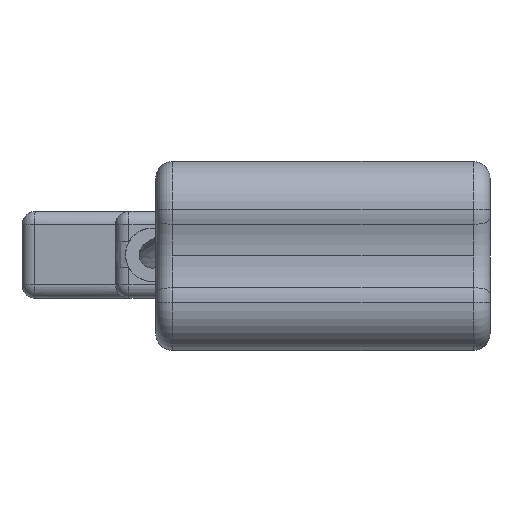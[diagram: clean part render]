
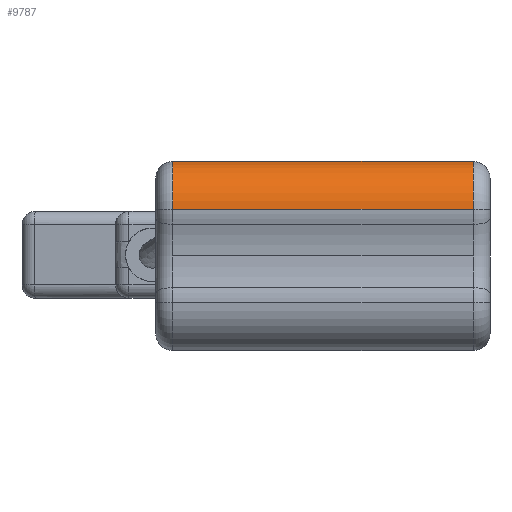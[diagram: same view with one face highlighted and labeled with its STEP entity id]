
A CAD part, left-side view. The second image highlights one B-rep face of the part: STEP entity #9787.
In plain terms, the highlighted cylindrical face has radius 7.15 mm (diameter 14.3 mm), a partial arc.
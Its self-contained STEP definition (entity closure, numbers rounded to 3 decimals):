
#78 = CARTESIAN_POINT ( 'NONE',  ( -110.861, 39.158, 73.775 ) ) ;
#86 = VECTOR ( 'NONE', #3507, 1000. ) ;
#146 = FACE_OUTER_BOUND ( 'NONE', #9815, .T. ) ;
#241 = EDGE_CURVE ( 'NONE', #3939, #1484, #4311, .T. ) ;
#662 = DIRECTION ( 'NONE',  ( -1., 0., 0. ) ) ;
#974 = CIRCLE ( 'NONE', #8455, 7.15 ) ;
#1028 = CIRCLE ( 'NONE', #5039, 7.15 ) ;
#1051 = ORIENTED_EDGE ( 'NONE', *, *, #6907, .T. ) ;
#1114 = CYLINDRICAL_SURFACE ( 'NONE', #7494, 7.15 ) ;
#1484 = VERTEX_POINT ( 'NONE', #8184 ) ;
#1716 = DIRECTION ( 'NONE',  ( -1., 0., 0. ) ) ;
#2438 = DIRECTION ( 'NONE',  ( 0., -1., 0. ) ) ;
#3075 = CARTESIAN_POINT ( 'NONE',  ( -110.861, -8.342, 73.775 ) ) ;
#3141 = ORIENTED_EDGE ( 'NONE', *, *, #8521, .T. ) ;
#3436 = CARTESIAN_POINT ( 'NONE',  ( -101.452, 39.158, 80.559 ) ) ;
#3507 = DIRECTION ( 'NONE',  ( 0., 1., 0. ) ) ;
#3677 = DIRECTION ( 'NONE',  ( 0., 1., 0. ) ) ;
#3836 = CARTESIAN_POINT ( 'NONE',  ( -103.711, 39.158, 73.775 ) ) ;
#3919 = CARTESIAN_POINT ( 'NONE',  ( -110.861, 36.658, 73.775 ) ) ;
#3939 = VERTEX_POINT ( 'NONE', #4634 ) ;
#4090 = DIRECTION ( 'NONE',  ( 0., -1., 0. ) ) ;
#4311 = LINE ( 'NONE', #3436, #86 ) ;
#4353 = EDGE_CURVE ( 'NONE', #1484, #8909, #974, .T. ) ;
#4496 = ORIENTED_EDGE ( 'NONE', *, *, #4353, .T. ) ;
#4557 = DIRECTION ( 'NONE',  ( 0., -1., 0. ) ) ;
#4634 = CARTESIAN_POINT ( 'NONE',  ( -101.452, -8.342, 80.559 ) ) ;
#4892 = VECTOR ( 'NONE', #2438, 1000. ) ;
#5039 = AXIS2_PLACEMENT_3D ( 'NONE', #8210, #3677, #5150 ) ;
#5150 = DIRECTION ( 'NONE',  ( -1., 0., 0. ) ) ;
#6467 = VERTEX_POINT ( 'NONE', #3075 ) ;
#6907 = EDGE_CURVE ( 'NONE', #6467, #3939, #1028, .T. ) ;
#7494 = AXIS2_PLACEMENT_3D ( 'NONE', #3836, #4557, #662 ) ;
#7622 = LINE ( 'NONE', #78, #4892 ) ;
#8184 = CARTESIAN_POINT ( 'NONE',  ( -101.452, 36.658, 80.559 ) ) ;
#8210 = CARTESIAN_POINT ( 'NONE',  ( -103.711, -8.342, 73.775 ) ) ;
#8402 = ORIENTED_EDGE ( 'NONE', *, *, #241, .T. ) ;
#8455 = AXIS2_PLACEMENT_3D ( 'NONE', #9270, #4090, #1716 ) ;
#8521 = EDGE_CURVE ( 'NONE', #8909, #6467, #7622, .T. ) ;
#8909 = VERTEX_POINT ( 'NONE', #3919 ) ;
#9270 = CARTESIAN_POINT ( 'NONE',  ( -103.711, 36.658, 73.775 ) ) ;
#9787 = ADVANCED_FACE ( 'NONE', ( #146 ), #1114, .T. ) ;
#9815 = EDGE_LOOP ( 'NONE', ( #4496, #3141, #1051, #8402 ) ) ;
